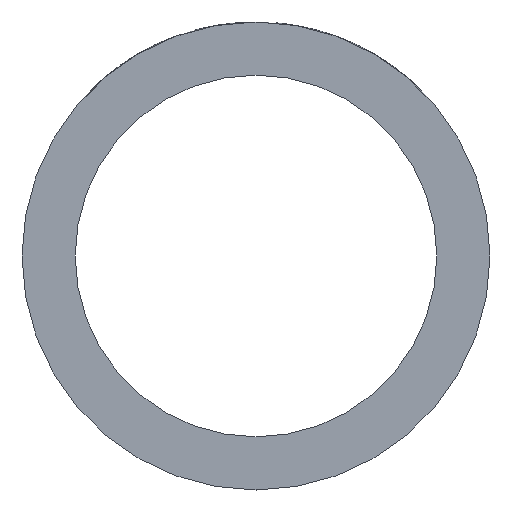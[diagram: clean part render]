
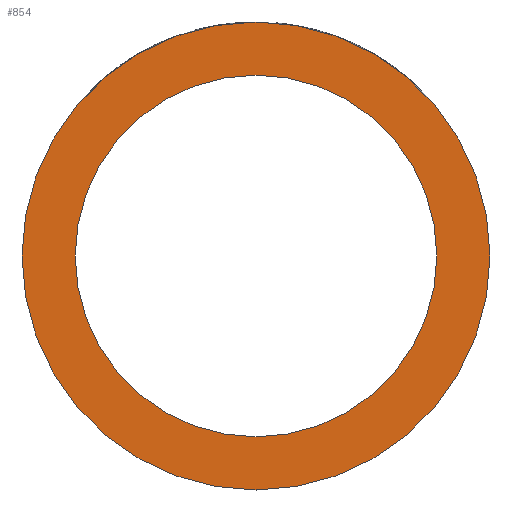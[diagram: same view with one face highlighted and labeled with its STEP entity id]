
A CAD part, front view. The second image highlights one B-rep face of the part: STEP entity #854.
In plain terms, the highlighted planar face has unit normal (0, -1, 0).
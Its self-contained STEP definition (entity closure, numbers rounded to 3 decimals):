
#40 = VERTEX_POINT ( 'NONE', #693 ) ;
#129 = AXIS2_PLACEMENT_3D ( 'NONE', #1637, #1427, #430 ) ;
#186 = ORIENTED_EDGE ( 'NONE', *, *, #2309, .F. ) ;
#218 = AXIS2_PLACEMENT_3D ( 'NONE', #317, #1514, #2125 ) ;
#303 = CIRCLE ( 'NONE', #218, 1.1 ) ;
#317 = CARTESIAN_POINT ( 'NONE',  ( 0., -5., 0. ) ) ;
#337 = CIRCLE ( 'NONE', #2344, 0.85 ) ;
#341 = DIRECTION ( 'NONE',  ( 0., 1., 0. ) ) ;
#430 = DIRECTION ( 'NONE',  ( 0., 0., 1. ) ) ;
#510 = PLANE ( 'NONE',  #2255 ) ;
#543 = CARTESIAN_POINT ( 'NONE',  ( -1.1, -5., 0. ) ) ;
#693 = CARTESIAN_POINT ( 'NONE',  ( 0., -5., 0.85 ) ) ;
#695 = VERTEX_POINT ( 'NONE', #2067 ) ;
#817 = CIRCLE ( 'NONE', #129, 1.1 ) ;
#834 = ORIENTED_EDGE ( 'NONE', *, *, #2456, .F. ) ;
#854 = ADVANCED_FACE ( 'Defeature ausgef�hrt1_2', ( #1119, #2602 ), #510, .T. ) ;
#1119 = FACE_BOUND ( 'NONE', #1890, .T. ) ;
#1153 = DIRECTION ( 'NONE',  ( 0., 1., 0. ) ) ;
#1233 = AXIS2_PLACEMENT_3D ( 'NONE', #2166, #1153, #1368 ) ;
#1287 = EDGE_LOOP ( 'NONE', ( #186, #834 ) ) ;
#1316 = ORIENTED_EDGE ( 'NONE', *, *, #2513, .T. ) ;
#1368 = DIRECTION ( 'NONE',  ( 0., 0., 1. ) ) ;
#1427 = DIRECTION ( 'NONE',  ( 0., 1., 0. ) ) ;
#1514 = DIRECTION ( 'NONE',  ( 0., 1., 0. ) ) ;
#1516 = DIRECTION ( 'NONE',  ( 0., 0., -1. ) ) ;
#1530 = DIRECTION ( 'NONE',  ( 0., -1., 0. ) ) ;
#1637 = CARTESIAN_POINT ( 'NONE',  ( 0., -5., 0. ) ) ;
#1651 = EDGE_CURVE ( 'Defeature ausgef�hrt1_2+Defeature ausgef�hrt1_3+Defeature ausgef�hrt1_3+Defeature ausgef�hrt1_3', #40, #2083, #2071, .T. ) ;
#1797 = CARTESIAN_POINT ( 'NONE',  ( 0., -5., 1.1 ) ) ;
#1858 = ORIENTED_EDGE ( 'NONE', *, *, #1651, .T. ) ;
#1890 = EDGE_LOOP ( 'NONE', ( #1858, #1316 ) ) ;
#2067 = CARTESIAN_POINT ( 'NONE',  ( 0., -5., -1.1 ) ) ;
#2071 = CIRCLE ( 'NONE', #1233, 0.85 ) ;
#2083 = VERTEX_POINT ( 'NONE', #2318 ) ;
#2125 = DIRECTION ( 'NONE',  ( 0., 0., 1. ) ) ;
#2166 = CARTESIAN_POINT ( 'NONE',  ( 0., -5., 0. ) ) ;
#2255 = AXIS2_PLACEMENT_3D ( 'NONE', #543, #1530, #1516 ) ;
#2257 = VERTEX_POINT ( 'NONE', #1797 ) ;
#2309 = EDGE_CURVE ( 'Defeature ausgef�hrt1_0+Defeature ausgef�hrt1_2+Defeature ausgef�hrt1_2+Defeature ausgef�hrt1_2', #2257, #695, #817, .T. ) ;
#2318 = CARTESIAN_POINT ( 'NONE',  ( 0., -5., -0.85 ) ) ;
#2344 = AXIS2_PLACEMENT_3D ( 'NONE', #2364, #341, #2535 ) ;
#2364 = CARTESIAN_POINT ( 'NONE',  ( 0., -5., 0. ) ) ;
#2456 = EDGE_CURVE ( 'Defeature ausgef�hrt1_0+Defeature ausgef�hrt1_2+Defeature ausgef�hrt1_2+Defeature ausgef�hrt1_2', #695, #2257, #303, .T. ) ;
#2513 = EDGE_CURVE ( 'Defeature ausgef�hrt1_2+Defeature ausgef�hrt1_3+Defeature ausgef�hrt1_3+Defeature ausgef�hrt1_3', #2083, #40, #337, .T. ) ;
#2535 = DIRECTION ( 'NONE',  ( 0., 0., 1. ) ) ;
#2602 = FACE_OUTER_BOUND ( 'NONE', #1287, .T. ) ;
